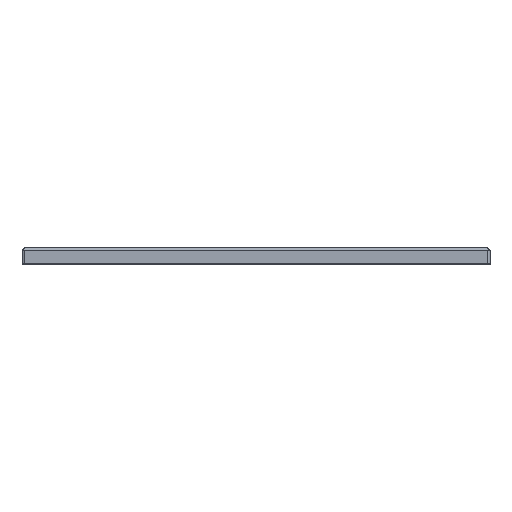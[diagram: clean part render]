
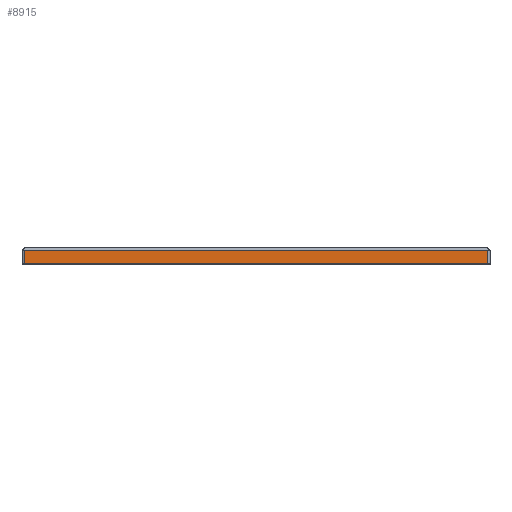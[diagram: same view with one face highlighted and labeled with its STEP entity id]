
A CAD part, top view. The second image highlights one B-rep face of the part: STEP entity #8915.
In plain terms, the highlighted planar face has unit normal (0, 0, 1).
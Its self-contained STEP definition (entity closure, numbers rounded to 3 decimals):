
#211 = EDGE_CURVE ( 'NONE', #3798, #2168, #3776, .T. ) ;
#504 = CARTESIAN_POINT ( 'NONE',  ( -297., -3., 387.5 ) ) ;
#669 = VERTEX_POINT ( 'NONE', #11436 ) ;
#1923 = EDGE_CURVE ( 'NONE', #12994, #3798, #11833, .T. ) ;
#2168 = VERTEX_POINT ( 'NONE', #504 ) ;
#2850 = DIRECTION ( 'NONE',  ( 1., 0., 0. ) ) ;
#2892 = EDGE_CURVE ( 'NONE', #669, #12994, #6295, .T. ) ;
#2903 = ORIENTED_EDGE ( 'NONE', *, *, #211, .T. ) ;
#3030 = DIRECTION ( 'NONE',  ( 0., 1., 0. ) ) ;
#3065 = VECTOR ( 'NONE', #2850, 1000. ) ;
#3158 = EDGE_CURVE ( 'NONE', #2168, #669, #4691, .T. ) ;
#3512 = ORIENTED_EDGE ( 'NONE', *, *, #3158, .T. ) ;
#3638 = VECTOR ( 'NONE', #11193, 1000. ) ;
#3776 = LINE ( 'NONE', #4707, #3638 ) ;
#3798 = VERTEX_POINT ( 'NONE', #6998 ) ;
#4459 = ORIENTED_EDGE ( 'NONE', *, *, #2892, .T. ) ;
#4691 = LINE ( 'NONE', #13540, #10831 ) ;
#4707 = CARTESIAN_POINT ( 'NONE',  ( -297., -3., 387.5 ) ) ;
#5415 = DIRECTION ( 'NONE',  ( 0., 0., 1. ) ) ;
#6295 = LINE ( 'NONE', #7454, #3065 ) ;
#6361 = DIRECTION ( 'NONE',  ( 1., 0., 0. ) ) ;
#6998 = CARTESIAN_POINT ( 'NONE',  ( 297., -3., 387.5 ) ) ;
#7454 = CARTESIAN_POINT ( 'NONE',  ( -300., -20., 387.5 ) ) ;
#7713 = FACE_OUTER_BOUND ( 'NONE', #9981, .T. ) ;
#7871 = VECTOR ( 'NONE', #3030, 1000. ) ;
#8206 = ORIENTED_EDGE ( 'NONE', *, *, #1923, .T. ) ;
#8354 = CARTESIAN_POINT ( 'NONE',  ( 297., -20., 387.5 ) ) ;
#8558 = CARTESIAN_POINT ( 'NONE',  ( 297., -20., 387.5 ) ) ;
#8643 = CARTESIAN_POINT ( 'NONE',  ( -300., -20., 387.5 ) ) ;
#8915 = ADVANCED_FACE ( 'NONE', ( #7713 ), #13141, .T. ) ;
#9191 = DIRECTION ( 'NONE',  ( 0., -1., 0. ) ) ;
#9981 = EDGE_LOOP ( 'NONE', ( #8206, #2903, #3512, #4459 ) ) ;
#10689 = AXIS2_PLACEMENT_3D ( 'NONE', #8643, #5415, #6361 ) ;
#10831 = VECTOR ( 'NONE', #9191, 1000. ) ;
#11193 = DIRECTION ( 'NONE',  ( -1., 0., 0. ) ) ;
#11436 = CARTESIAN_POINT ( 'NONE',  ( -297., -20., 387.5 ) ) ;
#11833 = LINE ( 'NONE', #8558, #7871 ) ;
#12994 = VERTEX_POINT ( 'NONE', #8354 ) ;
#13141 = PLANE ( 'NONE',  #10689 ) ;
#13540 = CARTESIAN_POINT ( 'NONE',  ( -297., -20., 387.5 ) ) ;
